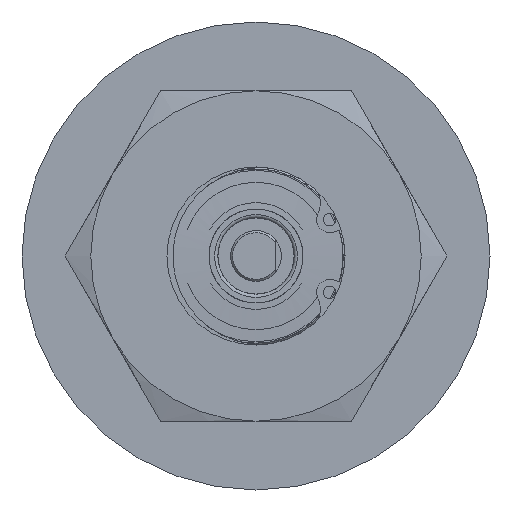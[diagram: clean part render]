
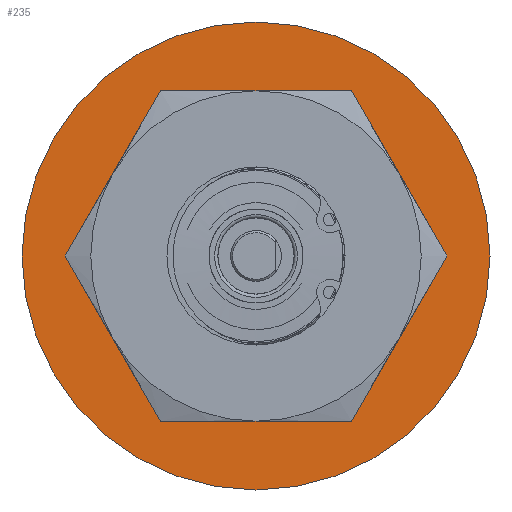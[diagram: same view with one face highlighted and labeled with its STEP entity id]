
A CAD part, left-side view. The second image highlights one B-rep face of the part: STEP entity #235.
In plain terms, the highlighted planar face has unit normal (-1, 0, 0).
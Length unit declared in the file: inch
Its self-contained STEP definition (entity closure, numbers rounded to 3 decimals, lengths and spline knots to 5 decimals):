
#154 = PLANE ( 'NONE',  #4487 ) ;
#235 = ADVANCED_FACE ( 'NONE', ( #3976, #1718 ), #154, .F. ) ;
#395 = DIRECTION ( 'NONE',  ( 1., 0., 0. ) ) ;
#543 = CARTESIAN_POINT ( 'NONE',  ( 0., -0.74, 0. ) ) ;
#738 = CIRCLE ( 'NONE', #3650, 0.74 ) ;
#885 = DIRECTION ( 'NONE',  ( -1., 0., 0. ) ) ;
#1434 = DIRECTION ( 'NONE',  ( 0., 1., 0. ) ) ;
#1718 = FACE_OUTER_BOUND ( 'NONE', #3323, .T. ) ;
#1868 = CARTESIAN_POINT ( 'NONE',  ( 0., 0., 0. ) ) ;
#2048 = ORIENTED_EDGE ( 'NONE', *, *, #4797, .F. ) ;
#2927 = CARTESIAN_POINT ( 'NONE',  ( 0., -1.1505, 0. ) ) ;
#3137 = DIRECTION ( 'NONE',  ( -1., 0., 0. ) ) ;
#3289 = CARTESIAN_POINT ( 'NONE',  ( 0., 0., 0. ) ) ;
#3306 = VERTEX_POINT ( 'NONE', #543 ) ;
#3323 = EDGE_LOOP ( 'NONE', ( #4837 ) ) ;
#3650 = AXIS2_PLACEMENT_3D ( 'NONE', #1868, #3137, #4744 ) ;
#3764 = CARTESIAN_POINT ( 'NONE',  ( 0., 1.1505, 0. ) ) ;
#3815 = EDGE_CURVE ( 'NONE', #4863, #4863, #3831, .T. ) ;
#3831 = CIRCLE ( 'NONE', #4495, 1.1505 ) ;
#3976 = FACE_BOUND ( 'NONE', #4535, .T. ) ;
#4487 = AXIS2_PLACEMENT_3D ( 'NONE', #3764, #395, #1434 ) ;
#4495 = AXIS2_PLACEMENT_3D ( 'NONE', #3289, #885, #4894 ) ;
#4535 = EDGE_LOOP ( 'NONE', ( #2048 ) ) ;
#4744 = DIRECTION ( 'NONE',  ( 0., -1., 0. ) ) ;
#4797 = EDGE_CURVE ( 'NONE', #3306, #3306, #738, .T. ) ;
#4837 = ORIENTED_EDGE ( 'NONE', *, *, #3815, .T. ) ;
#4863 = VERTEX_POINT ( 'NONE', #2927 ) ;
#4894 = DIRECTION ( 'NONE',  ( 0., -1., 0. ) ) ;
